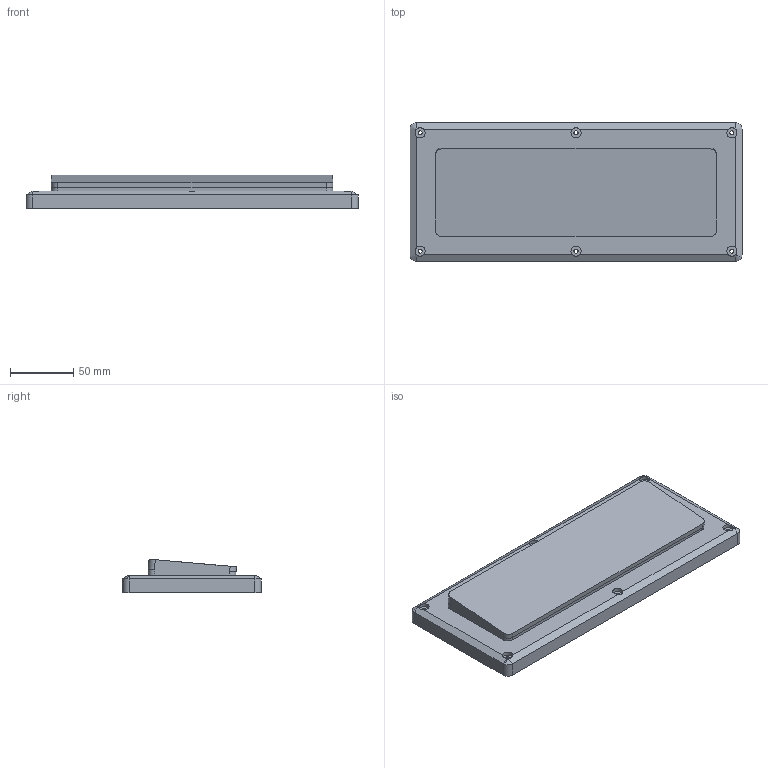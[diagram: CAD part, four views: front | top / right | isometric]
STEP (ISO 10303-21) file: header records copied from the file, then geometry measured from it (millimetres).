
FILE_DESCRIPTION(/* description */ (''),/* implementation_level */ '2;1');
FILE_NAME(/* name */ 'cervello-plate-wrap v7.step',/* time_stamp */ '2022-09-21T21:15:51-05:00',/* author */ (''),/* organization */ (''),/* preprocessor_version */ 'ST-DEVELOPER v19',/* originating_system */ 'Autodesk Translation Framework v11.7.0.108',/* authorisation */ '');
FILE_SCHEMA (('AUTOMOTIVE_DESIGN { 1 0 10303 214 3 1 1 }'));
Length unit declared in the file: millimetre
Products named in the file (1): cervello-plate-wrap
Bounding box: 261.55 x 109.15 x 26.54 mm (x, y, z)
Volume: 227342.3 mm3; surface area: 82539.3 mm2
Topology: 1 solids, 1 shells, 209 faces, 579 edges, 376 vertices
Faces by surface type: plane 139, cylinder 62, torus 4, cone 4
Full cylindrical faces by diameter (mm): 3.2 x6, 8 x6
Entity records: 6715 total; most frequent: CARTESIAN_POINT 1195, ORIENTED_EDGE 1150, DIRECTION 1144, EDGE_CURVE 575, LINE 422, VECTOR 422, VERTEX_POINT 376, AXIS2_PLACEMENT_3D 361
